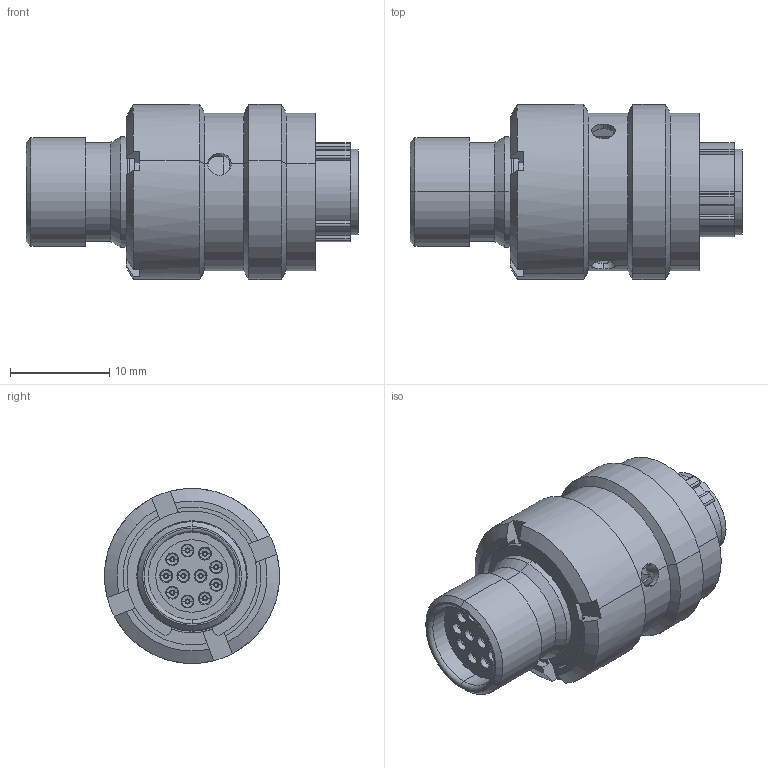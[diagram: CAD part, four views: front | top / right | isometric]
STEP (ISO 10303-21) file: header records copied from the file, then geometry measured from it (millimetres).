
FILE_DESCRIPTION (( 'STEP AP214' ), '1' );
FILE_NAME ('ASDD608-11PD.STEP', '2020-01-28T12:15:34', ( 'TE Connectivity' ), ( 'TE Connectivity' ), 'SwSTEP 2.0', 'SolidWorks 2016', '' );
FILE_SCHEMA (( 'AUTOMOTIVE_DESIGN' ));
Length unit declared in the file: millimetre
Products named in the file (1): ASDD608-11PD
Bounding box: 33.37 x 17.6 x 17.6 mm (x, y, z)
Volume: 3395.6 mm3; surface area: 6695.5 mm2
Topology: 42 solids, 42 shells, 1066 faces, 2624 edges, 1670 vertices
Faces by surface type: cylinder 403, plane 350, torus 151, cone 124, sphere 26, bspline 12
Entity records: 48013 total; most frequent: CARTESIAN_POINT 11210, ORIENTED_EDGE 5136, DIRECTION 5132, EDGE_CURVE 2568, AXIS2_PLACEMENT_3D 2186, VERTEX_POINT 1640, EDGE_LOOP 1244, CIRCLE 1131
